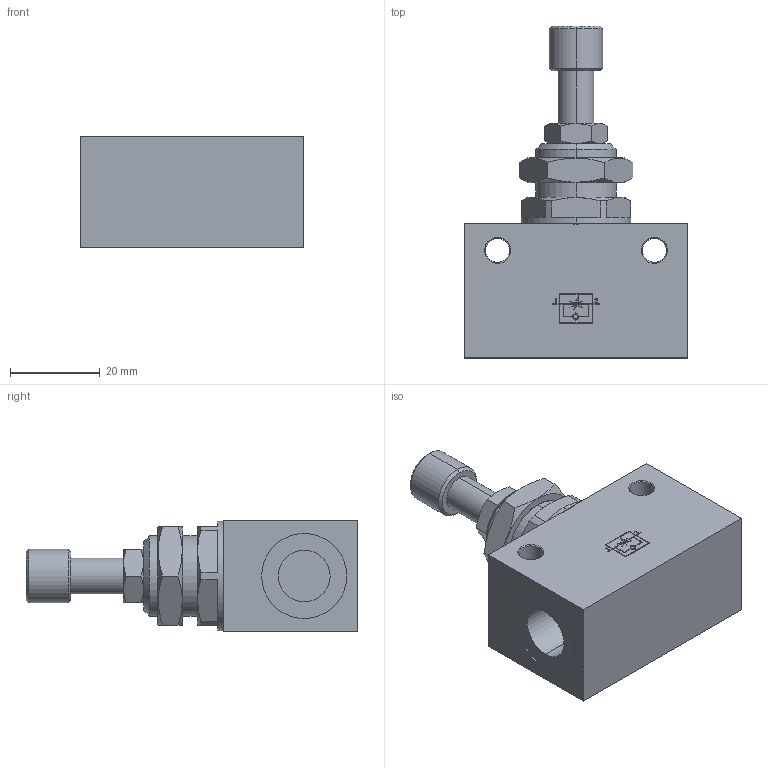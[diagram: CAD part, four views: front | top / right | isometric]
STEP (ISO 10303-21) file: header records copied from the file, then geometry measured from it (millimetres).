
FILE_DESCRIPTION (( 'STEP AP203' ), '1' );
FILE_NAME ('04110U02.STEP', '2010-04-14T12:23:12', ( '' ), ( 'sopra-pneumatic' ), 'SwSTEP 2.0', 'SolidWorks 2009', '' );
FILE_SCHEMA (( 'CONFIG_CONTROL_DESIGN' ));
Length unit declared in the file: millimetre
Products named in the file (1): 04110U02
Bounding box: 50 x 74.1 x 25 mm (x, y, z)
Volume: 41945.6 mm3; surface area: 11968 mm2
Topology: 1 solids, 5 shells, 229 faces, 575 edges, 377 vertices
Faces by surface type: plane 133, cylinder 59, cone 37
Entity records: 7375 total; most frequent: CARTESIAN_POINT 1787, ORIENTED_EDGE 1150, DIRECTION 1120, EDGE_CURVE 575, AXIS2_PLACEMENT_3D 384, VERTEX_POINT 377, LINE 352, VECTOR 352
